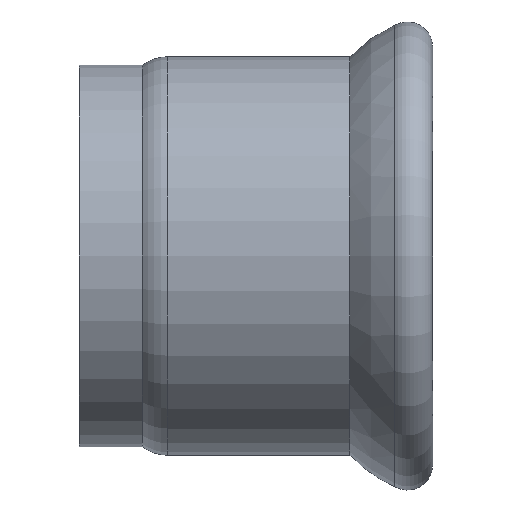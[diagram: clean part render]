
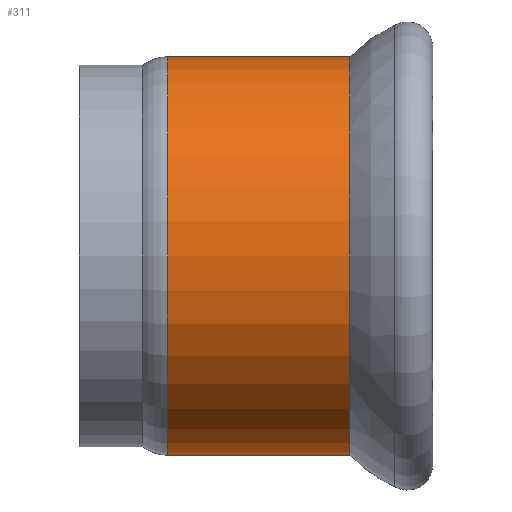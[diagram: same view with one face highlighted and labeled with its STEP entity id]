
A CAD part, front view. The second image highlights one B-rep face of the part: STEP entity #311.
In plain terms, the highlighted cylindrical face has radius 56.4 mm (diameter 112.8 mm), a full revolution.
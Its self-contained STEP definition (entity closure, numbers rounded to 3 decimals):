
#24=LINE('',#623,#30);
#30=VECTOR('',#493,56.4);
#36=CYLINDRICAL_SURFACE('',#382,56.4);
#53=FACE_OUTER_BOUND('',#70,.T.);
#70=EDGE_LOOP('',(#273,#274,#275,#276,#277,#278,#279,#280));
#78=CIRCLE('',#339,56.4);
#79=CIRCLE('',#340,56.4);
#81=CIRCLE('',#342,56.4);
#108=CIRCLE('',#378,56.4);
#109=CIRCLE('',#379,56.4);
#110=CIRCLE('',#380,56.4);
#120=VERTEX_POINT('',#546);
#121=VERTEX_POINT('',#547);
#122=VERTEX_POINT('',#549);
#146=VERTEX_POINT('',#615);
#147=VERTEX_POINT('',#616);
#148=VERTEX_POINT('',#618);
#156=EDGE_CURVE('',#120,#121,#78,.T.);
#157=EDGE_CURVE('',#121,#122,#79,.T.);
#159=EDGE_CURVE('',#122,#120,#81,.T.);
#190=EDGE_CURVE('',#146,#147,#108,.T.);
#191=EDGE_CURVE('',#148,#146,#109,.T.);
#192=EDGE_CURVE('',#147,#148,#110,.T.);
#194=EDGE_CURVE('',#121,#148,#24,.T.);
#273=ORIENTED_EDGE('',*,*,#156,.F.);
#274=ORIENTED_EDGE('',*,*,#159,.F.);
#275=ORIENTED_EDGE('',*,*,#157,.F.);
#276=ORIENTED_EDGE('',*,*,#194,.T.);
#277=ORIENTED_EDGE('',*,*,#191,.T.);
#278=ORIENTED_EDGE('',*,*,#190,.T.);
#279=ORIENTED_EDGE('',*,*,#192,.T.);
#280=ORIENTED_EDGE('',*,*,#194,.F.);
#311=ADVANCED_FACE('',(#53),#36,.T.);
#339=AXIS2_PLACEMENT_3D('',#548,#401,#402);
#340=AXIS2_PLACEMENT_3D('',#550,#403,#404);
#342=AXIS2_PLACEMENT_3D('',#552,#407,#408);
#378=AXIS2_PLACEMENT_3D('',#617,#483,#484);
#379=AXIS2_PLACEMENT_3D('',#619,#485,#486);
#380=AXIS2_PLACEMENT_3D('',#620,#487,#488);
#382=AXIS2_PLACEMENT_3D('',#622,#491,#492);
#401=DIRECTION('center_axis',(1.,0.,0.));
#402=DIRECTION('ref_axis',(0.,1.,0.));
#403=DIRECTION('center_axis',(1.,0.,0.));
#404=DIRECTION('ref_axis',(0.,1.,0.));
#407=DIRECTION('center_axis',(1.,0.,0.));
#408=DIRECTION('ref_axis',(0.,1.,0.));
#483=DIRECTION('center_axis',(1.,0.,0.));
#484=DIRECTION('ref_axis',(0.,1.,0.));
#485=DIRECTION('center_axis',(1.,0.,0.));
#486=DIRECTION('ref_axis',(0.,1.,0.));
#487=DIRECTION('center_axis',(1.,0.,0.));
#488=DIRECTION('ref_axis',(0.,1.,0.));
#491=DIRECTION('center_axis',(1.,0.,0.));
#492=DIRECTION('ref_axis',(0.,1.,0.));
#493=DIRECTION('',(-1.,0.,0.));
#546=CARTESIAN_POINT('',(-23.393,0.,56.4));
#547=CARTESIAN_POINT('',(-23.393,-56.4,0.));
#548=CARTESIAN_POINT('Origin',(-23.393,0.,0.));
#549=CARTESIAN_POINT('',(-23.393,0.,-56.4));
#550=CARTESIAN_POINT('Origin',(-23.393,0.,0.));
#552=CARTESIAN_POINT('Origin',(-23.393,0.,0.));
#615=CARTESIAN_POINT('',(-75.,56.4,0.));
#616=CARTESIAN_POINT('',(-75.,0.,56.4));
#617=CARTESIAN_POINT('Origin',(-75.,0.,0.));
#618=CARTESIAN_POINT('',(-75.,-56.4,0.));
#619=CARTESIAN_POINT('Origin',(-75.,0.,0.));
#620=CARTESIAN_POINT('Origin',(-75.,0.,0.));
#622=CARTESIAN_POINT('Origin',(-49.197,0.,0.));
#623=CARTESIAN_POINT('',(-49.197,-56.4,0.));
